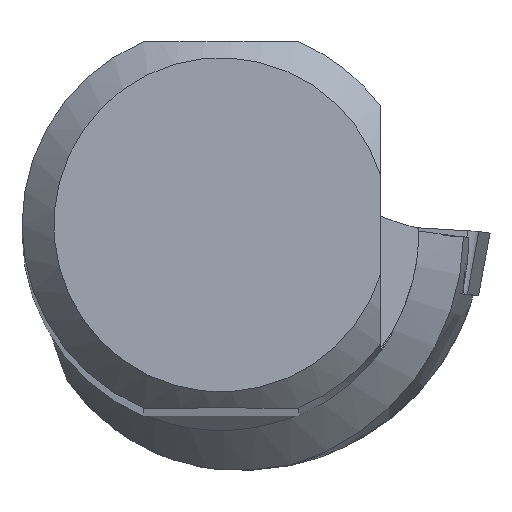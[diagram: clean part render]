
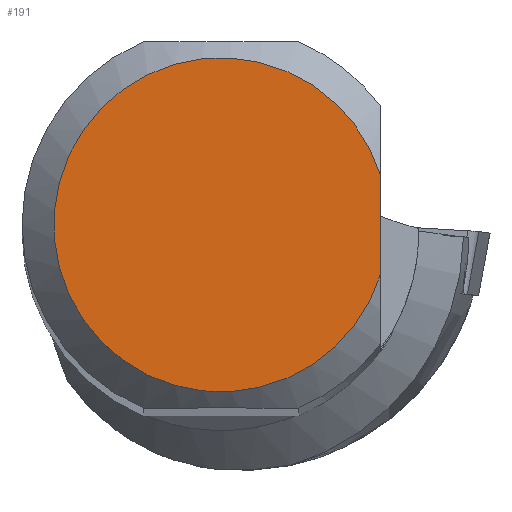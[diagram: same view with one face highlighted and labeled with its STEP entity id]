
A CAD part, top view. The second image highlights one B-rep face of the part: STEP entity #191.
In plain terms, the highlighted planar face has unit normal (0, 0, 1).
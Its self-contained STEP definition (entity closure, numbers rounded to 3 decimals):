
#150=FACE_OUTER_BOUND('',#372,.T.);
#191=ADVANCED_FACE('CU_SU_BP3',(#150),#219,.T.);
#219=PLANE('',#983);
#261=LINE('',#1604,#305);
#305=VECTOR('',#1175,1.);
#372=EDGE_LOOP('',(#527,#528));
#527=ORIENTED_EDGE('',*,*,#775,.T.);
#528=ORIENTED_EDGE('',*,*,#776,.F.);
#680=VERTEX_POINT('',#1605);
#681=VERTEX_POINT('',#1606);
#775=EDGE_CURVE('',#680,#681,#261,.T.);
#776=EDGE_CURVE('',#680,#681,#826,.T.);
#826=CIRCLE('',#982,10.491);
#982=AXIS2_PLACEMENT_3D('',#1607,#1176,#1177);
#983=AXIS2_PLACEMENT_3D('',#1608,#1178,#1179);
#1175=DIRECTION('',(0.,1.,0.));
#1176=DIRECTION('',(0.,0.,-1.));
#1177=DIRECTION('',(-1.,0.,0.));
#1178=DIRECTION('',(0.,0.,1.));
#1179=DIRECTION('',(-1.,0.,0.));
#1604=CARTESIAN_POINT('',(10.009,0.,0.));
#1605=CARTESIAN_POINT('',(10.009,-3.145,0.));
#1606=CARTESIAN_POINT('',(10.009,3.145,0.));
#1607=CARTESIAN_POINT('',(0.,0.,0.));
#1608=CARTESIAN_POINT('',(0.,0.,
0.));
